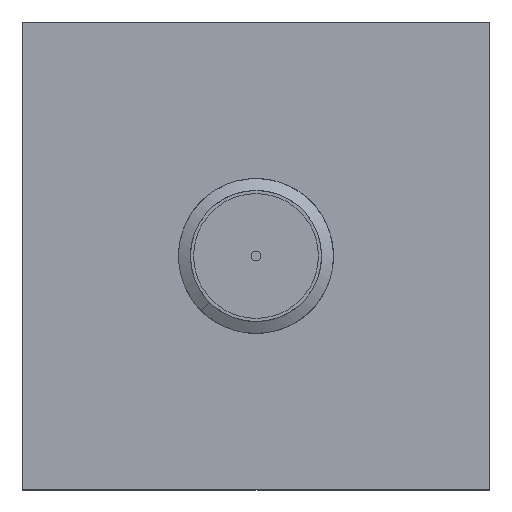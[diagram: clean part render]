
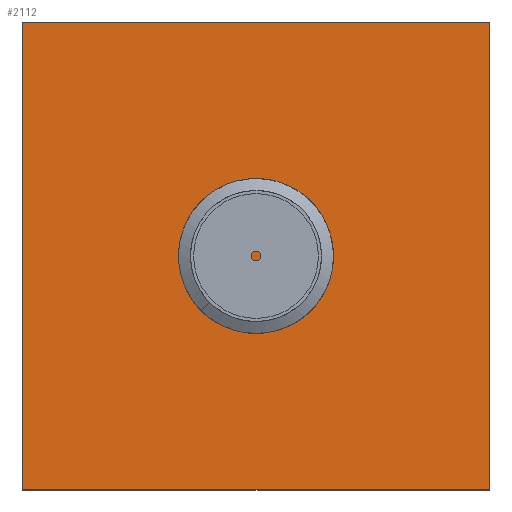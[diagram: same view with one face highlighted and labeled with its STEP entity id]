
A CAD part, left-side view. The second image highlights one B-rep face of the part: STEP entity #2112.
In plain terms, the highlighted planar face has unit normal (-1, 0, 0).
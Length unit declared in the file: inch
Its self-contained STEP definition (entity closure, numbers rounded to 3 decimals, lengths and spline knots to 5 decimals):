
#142 = CARTESIAN_POINT ( 'NONE',  ( -0.41731, 0.05648, 0.29299 ) ) ;
#542 = LINE ( 'NONE', #2280, #5795 ) ;
#626 = CARTESIAN_POINT ( 'NONE',  ( -0.41731, -0.69352, 0.29299 ) ) ;
#640 = ORIENTED_EDGE ( 'NONE', *, *, #1119, .F. ) ;
#700 = DIRECTION ( 'NONE',  ( 0., -1., 0. ) ) ;
#780 = VERTEX_POINT ( 'NONE', #142 ) ;
#844 = DIRECTION ( 'NONE',  ( 1., 0., 0. ) ) ;
#956 = DIRECTION ( 'NONE',  ( 0., -1., 0. ) ) ;
#1119 = EDGE_CURVE ( 'NONE', #780, #5899, #5665, .T. ) ;
#1218 = VECTOR ( 'NONE', #956, 39.37008 ) ;
#1441 = VECTOR ( 'NONE', #700, 39.37008 ) ;
#1505 = CARTESIAN_POINT ( 'NONE',  ( -0.41731, 0.05648, -0.45701 ) ) ;
#1841 = CARTESIAN_POINT ( 'NONE',  ( -0.41731, 0.05648, 0.29299 ) ) ;
#2059 = EDGE_CURVE ( 'NONE', #4986, #780, #4769, .T. ) ;
#2061 = AXIS2_PLACEMENT_3D ( 'NONE', #1841, #844, #4871 ) ;
#2112 = ADVANCED_FACE ( 'NONE', ( #3976 ), #3828, .F. ) ;
#2280 = CARTESIAN_POINT ( 'NONE',  ( -0.41731, -0.69352, 0.29299 ) ) ;
#2319 = ORIENTED_EDGE ( 'NONE', *, *, #3121, .T. ) ;
#2345 = DIRECTION ( 'NONE',  ( 0., 0., 1. ) ) ;
#2714 = DIRECTION ( 'NONE',  ( 0., 0., 1. ) ) ;
#3120 = EDGE_LOOP ( 'NONE', ( #2319, #640, #5603, #4386 ) ) ;
#3121 = EDGE_CURVE ( 'NONE', #4859, #5899, #542, .T. ) ;
#3254 = CARTESIAN_POINT ( 'NONE',  ( -0.41731, 0.05648, 0.29299 ) ) ;
#3828 = PLANE ( 'NONE',  #2061 ) ;
#3976 = FACE_OUTER_BOUND ( 'NONE', #3120, .T. ) ;
#4386 = ORIENTED_EDGE ( 'NONE', *, *, #5016, .T. ) ;
#4735 = CARTESIAN_POINT ( 'NONE',  ( -0.41731, 0.05648, 0.29299 ) ) ;
#4769 = LINE ( 'NONE', #4735, #5804 ) ;
#4859 = VERTEX_POINT ( 'NONE', #5344 ) ;
#4871 = DIRECTION ( 'NONE',  ( 0., 0., -1. ) ) ;
#4895 = LINE ( 'NONE', #1505, #1218 ) ;
#4986 = VERTEX_POINT ( 'NONE', #5472 ) ;
#5016 = EDGE_CURVE ( 'NONE', #4986, #4859, #4895, .T. ) ;
#5344 = CARTESIAN_POINT ( 'NONE',  ( -0.41731, -0.69352, -0.45701 ) ) ;
#5472 = CARTESIAN_POINT ( 'NONE',  ( -0.41731, 0.05648, -0.45701 ) ) ;
#5603 = ORIENTED_EDGE ( 'NONE', *, *, #2059, .F. ) ;
#5665 = LINE ( 'NONE', #3254, #1441 ) ;
#5795 = VECTOR ( 'NONE', #2345, 39.37008 ) ;
#5804 = VECTOR ( 'NONE', #2714, 39.37008 ) ;
#5899 = VERTEX_POINT ( 'NONE', #626 ) ;
